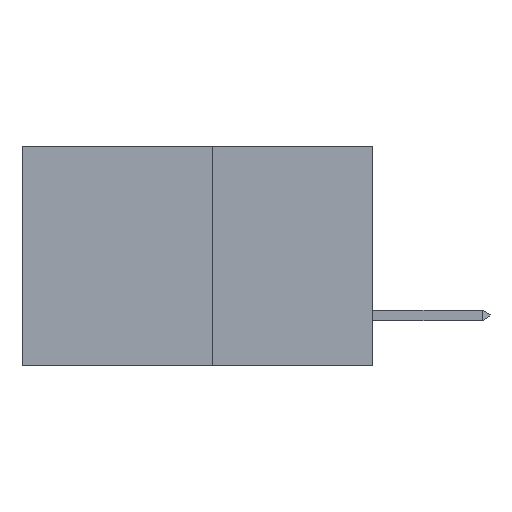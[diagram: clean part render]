
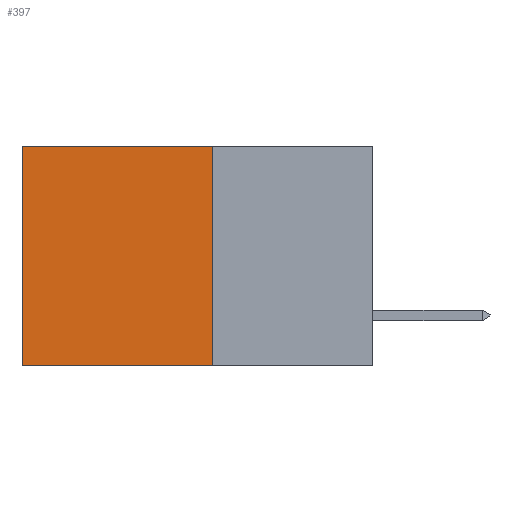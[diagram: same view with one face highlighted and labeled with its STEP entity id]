
A CAD part, left-side view. The second image highlights one B-rep face of the part: STEP entity #397.
In plain terms, the highlighted planar face has unit normal (-1, 0, 0).
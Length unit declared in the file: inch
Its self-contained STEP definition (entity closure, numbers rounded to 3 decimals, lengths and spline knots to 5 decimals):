
#205 = CARTESIAN_POINT ( 'NONE',  ( 0.277, 0.27, -0.37 ) ) ;
#397 = ADVANCED_FACE ( 'NONE', ( #16229 ), #8493, .F. ) ;
#623 = EDGE_CURVE ( 'NONE', #4561, #15541, #2376, .T. ) ;
#2376 = LINE ( 'NONE', #4451, #5532 ) ;
#2454 = LINE ( 'NONE', #3534, #8577 ) ;
#2678 = ORIENTED_EDGE ( 'NONE', *, *, #623, .T. ) ;
#2746 = LINE ( 'NONE', #205, #12706 ) ;
#2918 = EDGE_CURVE ( 'NONE', #4561, #4960, #2454, .T. ) ;
#3232 = EDGE_CURVE ( 'NONE', #15541, #11564, #11454, .T. ) ;
#3534 = CARTESIAN_POINT ( 'NONE',  ( 0.277, 0.27, -0.37 ) ) ;
#4267 = DIRECTION ( 'NONE',  ( 0., 0., -1. ) ) ;
#4291 = CARTESIAN_POINT ( 'NONE',  ( 0.277, 0.59, -0.37 ) ) ;
#4328 = DIRECTION ( 'NONE',  ( 0., 1., 0. ) ) ;
#4391 = AXIS2_PLACEMENT_3D ( 'NONE', #13753, #7016, #8733 ) ;
#4451 = CARTESIAN_POINT ( 'NONE',  ( 0.277, 0.27, 0. ) ) ;
#4561 = VERTEX_POINT ( 'NONE', #8038 ) ;
#4562 = DIRECTION ( 'NONE',  ( 0., 1., 0. ) ) ;
#4583 = VECTOR ( 'NONE', #4267, 39.37008 ) ;
#4960 = VERTEX_POINT ( 'NONE', #11383 ) ;
#5532 = VECTOR ( 'NONE', #4562, 39.37008 ) ;
#6242 = DIRECTION ( 'NONE',  ( 0., 0., -1. ) ) ;
#7016 = DIRECTION ( 'NONE',  ( 1., 0., 0. ) ) ;
#7143 = EDGE_CURVE ( 'NONE', #4960, #11564, #2746, .T. ) ;
#8038 = CARTESIAN_POINT ( 'NONE',  ( 0.277, 0.27, 0. ) ) ;
#8493 = PLANE ( 'NONE',  #4391 ) ;
#8577 = VECTOR ( 'NONE', #6242, 39.37008 ) ;
#8733 = DIRECTION ( 'NONE',  ( 0., 0., -1. ) ) ;
#9419 = CARTESIAN_POINT ( 'NONE',  ( 0.277, 0.59, -0.37 ) ) ;
#9934 = EDGE_LOOP ( 'NONE', ( #11177, #14000, #14905, #2678 ) ) ;
#10473 = CARTESIAN_POINT ( 'NONE',  ( 0.277, 0.59, 0. ) ) ;
#11177 = ORIENTED_EDGE ( 'NONE', *, *, #3232, .T. ) ;
#11383 = CARTESIAN_POINT ( 'NONE',  ( 0.277, 0.27, -0.37 ) ) ;
#11454 = LINE ( 'NONE', #9419, #4583 ) ;
#11564 = VERTEX_POINT ( 'NONE', #4291 ) ;
#12706 = VECTOR ( 'NONE', #4328, 39.37008 ) ;
#13753 = CARTESIAN_POINT ( 'NONE',  ( 0.277, 0.27, -0.37 ) ) ;
#14000 = ORIENTED_EDGE ( 'NONE', *, *, #7143, .F. ) ;
#14905 = ORIENTED_EDGE ( 'NONE', *, *, #2918, .F. ) ;
#15541 = VERTEX_POINT ( 'NONE', #10473 ) ;
#16229 = FACE_OUTER_BOUND ( 'NONE', #9934, .T. ) ;
